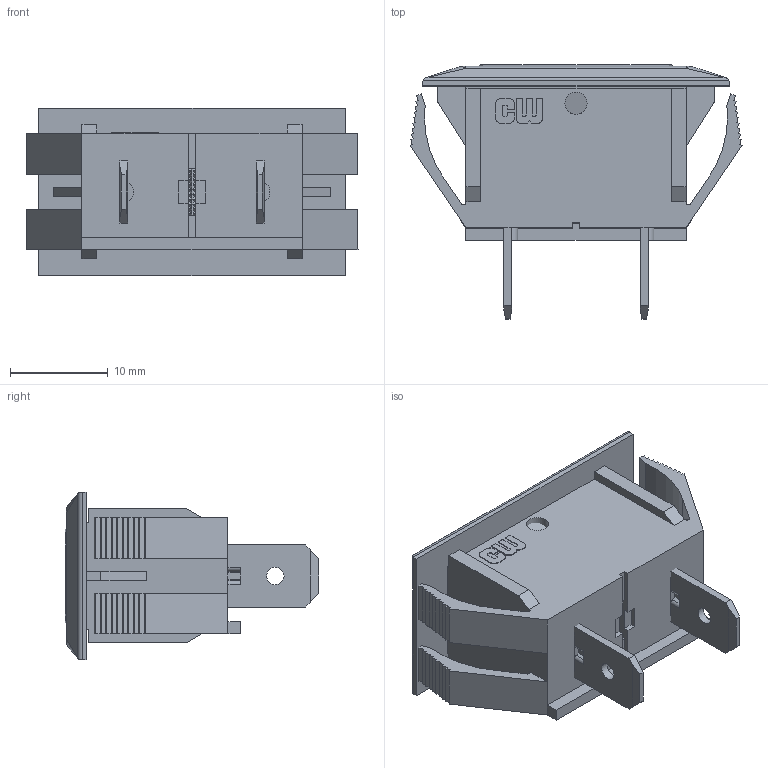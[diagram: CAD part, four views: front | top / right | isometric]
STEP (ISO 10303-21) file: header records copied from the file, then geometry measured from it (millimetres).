
FILE_DESCRIPTION(/* description */ (''),/* implementation_level */ '2;1');
FILE_NAME(/* name */ 'GIL-2000_3D Model.stp',/* time_stamp */ '2020-05-13T11:18:18-04:00',/* author */ ('dwiltbank'),/* organization */ (''),/* preprocessor_version */ 'ST-DEVELOPER v18.1',/* originating_system */ 'Autodesk Inventor 2020',/* authorisation */ '');
FILE_SCHEMA (('AUTOMOTIVE_DESIGN { 1 0 10303 214 3 1 1 }'));
Length unit declared in the file: inch
Products named in the file (1): GIL-2000_3D Model
Bounding box: 34 x 26.01 x 17.14 mm (x, y, z)
Surface area: 4213.2 mm2 (no closed solid volume)
Topology: 0 solids, 7 shells, 360 faces, 1055 edges, 699 vertices
Faces by surface type: plane 301, cylinder 49, cone 6, bspline 4
Full cylindrical faces by diameter (mm): 1.778 x2, 2.134 x1, 2.286 x1, 2.642 x1, 2.794 x1
Entity records: 12349 total; most frequent: CARTESIAN_POINT 2502, ORIENTED_EDGE 1890, DIRECTION 1852, EDGE_CURVE 1055, LINE 898, VECTOR 898, VERTEX_POINT 699, AXIS2_PLACEMENT_3D 477
